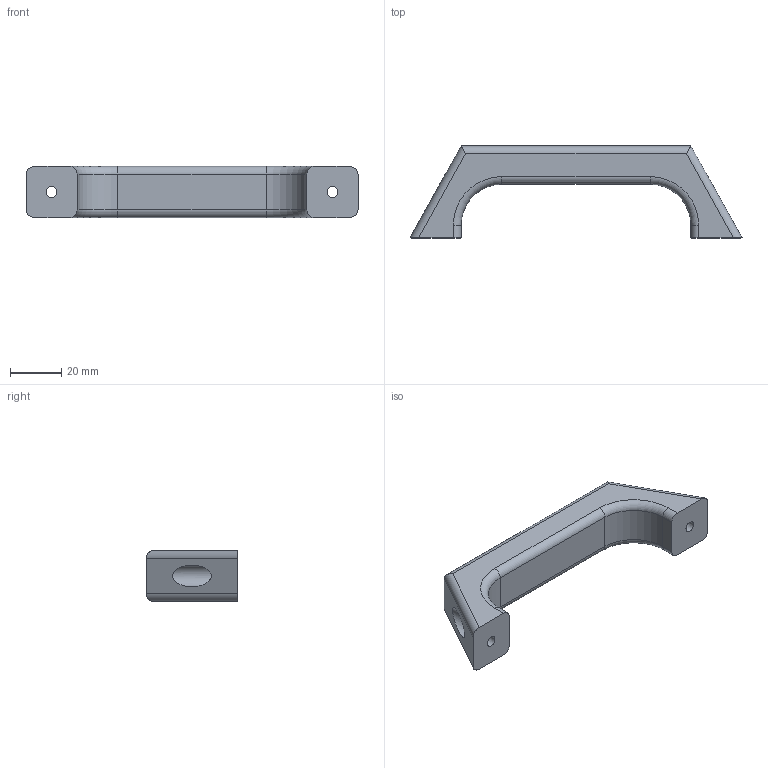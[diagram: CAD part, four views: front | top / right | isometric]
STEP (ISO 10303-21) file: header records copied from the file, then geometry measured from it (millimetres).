
FILE_DESCRIPTION(('FreeCAD Model'),'2;1');
FILE_NAME( 'handle-x1.step' ,'2019-07-05T20:32:48',('Author'),(''), 'Open CASCADE STEP processor 6.8','FreeCAD','Unknown');
FILE_SCHEMA(('AUTOMOTIVE_DESIGN_CC2 { 1 2 10303 214 -1 1 5 4 }'));
Length unit declared in the file: millimetre
Products named in the file (2): ASSEMBLY; handle
Assembly tree (1 placements, depth 2):
  ASSEMBLY
    handle
Bounding box: 130 x 36 x 20 mm (x, y, z)
Volume: 40771.6 mm3; surface area: 10891.8 mm2
Topology: 1 solids, 1 shells, 34 faces, 78 edges, 48 vertices
Faces by surface type: cylinder 18, plane 12, torus 4
Full cylindrical faces by diameter (mm): 4.2 x2, 8.4 x2
Entity records: 2899 total; most frequent: CARTESIAN_POINT 1289, DIRECTION 298, ORIENTED_EDGE 156, PCURVE 156, DEFINITIONAL_REPRESENTATION 156, LINE 141, VECTOR 141, EDGE_CURVE 78
